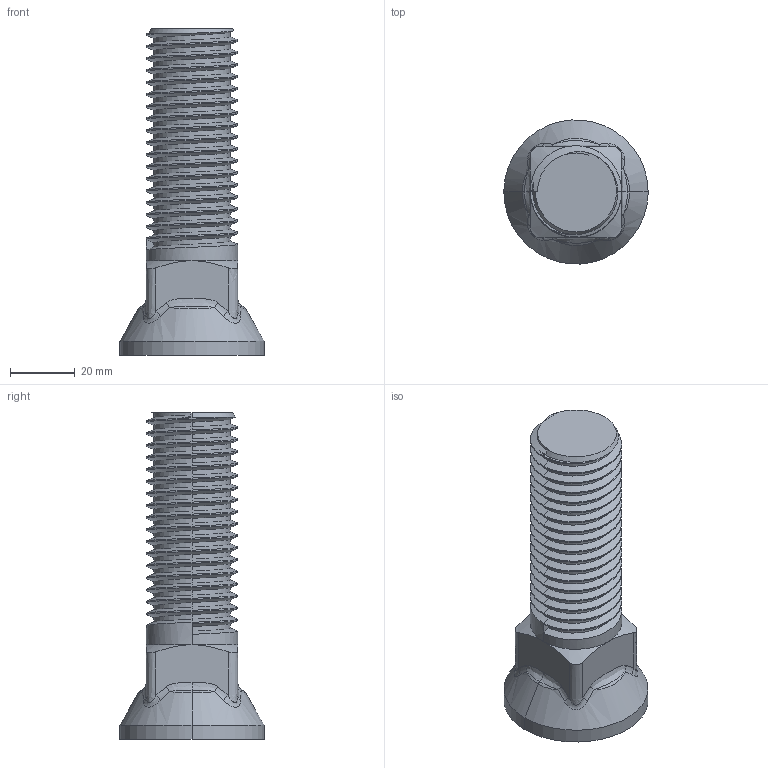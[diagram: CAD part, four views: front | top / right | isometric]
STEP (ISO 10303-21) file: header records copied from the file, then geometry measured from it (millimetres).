
FILE_DESCRIPTION(('FreeCAD Model'),'2;1');
FILE_NAME('Open CASCADE Shape Model','2025-05-01T09:45:16',('FreeCAD'),( 'FreeCAD'),'Open CASCADE STEP processor 7.6','FreeCAD','Unknown');
FILE_SCHEMA(('AUTOMOTIVE_DESIGN { 1 0 10303 214 1 1 1 1 }'));
Products named in the file (1): Open CASCADE STEP translator 7.6 1
Bounding box: 44.53 x 44.46 x 100.94 mm (x, y, z)
Volume: 67366.3 mm3; surface area: 15904.8 mm2
Topology: 1 solids, 1 shells, 1618 faces, 4648 edges, 3036 vertices
Faces by surface type: bspline 1618
Entity records: 52379 total; most frequent: CARTESIAN_POINT 24343, ORIENTED_EDGE 9280, EDGE_CURVE 4640, B_SPLINE_CURVE_WITH_KNOTS 4619, VERTEX_POINT 3036, FACE_BOUND 1630, EDGE_LOOP 1630, ADVANCED_FACE 1618
